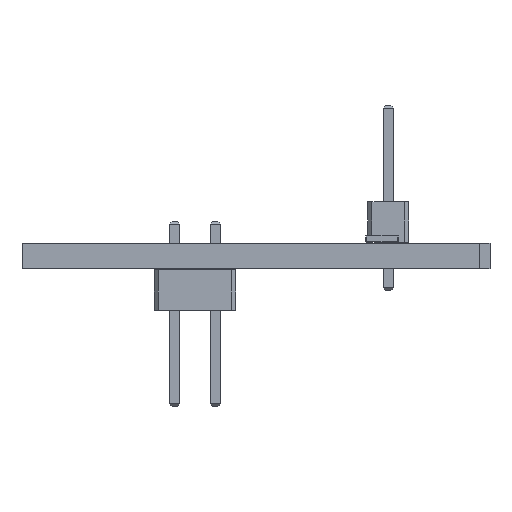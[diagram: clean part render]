
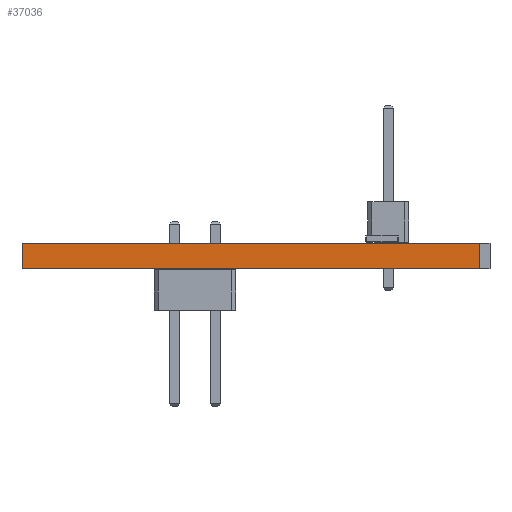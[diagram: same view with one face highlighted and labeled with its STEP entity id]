
A CAD part, front view. The second image highlights one B-rep face of the part: STEP entity #37036.
In plain terms, the highlighted planar face has unit normal (0, -1, 0).
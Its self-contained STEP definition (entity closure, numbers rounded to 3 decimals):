
#36920 = EDGE_CURVE('',#36921,#36923,#36925,.T.);
#36921 = VERTEX_POINT('',#36922);
#36922 = CARTESIAN_POINT('',(0.,0.,0.));
#36923 = VERTEX_POINT('',#36924);
#36924 = CARTESIAN_POINT('',(0.,0.,1.6));
#36925 = SURFACE_CURVE('',#36926,(#36930,#36942),.PCURVE_S1.);
#36926 = LINE('',#36927,#36928);
#36927 = CARTESIAN_POINT('',(0.,0.,0.));
#36928 = VECTOR('',#36929,1.);
#36929 = DIRECTION('',(0.,0.,1.));
#36930 = PCURVE('',#36931,#36936);
#36931 = PLANE('',#36932);
#36932 = AXIS2_PLACEMENT_3D('',#36933,#36934,#36935);
#36933 = CARTESIAN_POINT('',(0.,0.,0.));
#36934 = DIRECTION('',(-1.,0.,0.));
#36935 = DIRECTION('',(0.,1.,0.));
#36936 = DEFINITIONAL_REPRESENTATION('',(#36937),#36941);
#36937 = LINE('',#36938,#36939);
#36938 = CARTESIAN_POINT('',(0.,0.));
#36939 = VECTOR('',#36940,1.);
#36940 = DIRECTION('',(0.,-1.));
#36941 = ( GEOMETRIC_REPRESENTATION_CONTEXT(2) 
PARAMETRIC_REPRESENTATION_CONTEXT() REPRESENTATION_CONTEXT('2D SPACE',''
  ) );
#36942 = PCURVE('',#36943,#36948);
#36943 = PLANE('',#36944);
#36944 = AXIS2_PLACEMENT_3D('',#36945,#36946,#36947);
#36945 = CARTESIAN_POINT('',(28.575,0.,0.));
#36946 = DIRECTION('',(0.,-1.,0.));
#36947 = DIRECTION('',(-1.,0.,0.));
#36948 = DEFINITIONAL_REPRESENTATION('',(#36949),#36953);
#36949 = LINE('',#36950,#36951);
#36950 = CARTESIAN_POINT('',(28.575,0.));
#36951 = VECTOR('',#36952,1.);
#36952 = DIRECTION('',(0.,-1.));
#36953 = ( GEOMETRIC_REPRESENTATION_CONTEXT(2) 
PARAMETRIC_REPRESENTATION_CONTEXT() REPRESENTATION_CONTEXT('2D SPACE',''
  ) );
#36971 = PLANE('',#36972);
#36972 = AXIS2_PLACEMENT_3D('',#36973,#36974,#36975);
#36973 = CARTESIAN_POINT('',(14.605,21.273,1.6));
#36974 = DIRECTION('',(0.,0.,-1.));
#36975 = DIRECTION('',(-1.,0.,0.));
#37025 = PLANE('',#37026);
#37026 = AXIS2_PLACEMENT_3D('',#37027,#37028,#37029);
#37027 = CARTESIAN_POINT('',(14.605,21.273,0.));
#37028 = DIRECTION('',(0.,0.,-1.));
#37029 = DIRECTION('',(-1.,0.,0.));
#37036 = ADVANCED_FACE('',(#37037),#36943,.T.);
#37037 = FACE_BOUND('',#37038,.T.);
#37038 = EDGE_LOOP('',(#37039,#37069,#37090,#37091));
#37039 = ORIENTED_EDGE('',*,*,#37040,.T.);
#37040 = EDGE_CURVE('',#37041,#37043,#37045,.T.);
#37041 = VERTEX_POINT('',#37042);
#37042 = CARTESIAN_POINT('',(28.575,0.,0.));
#37043 = VERTEX_POINT('',#37044);
#37044 = CARTESIAN_POINT('',(28.575,0.,1.6));
#37045 = SURFACE_CURVE('',#37046,(#37050,#37057),.PCURVE_S1.);
#37046 = LINE('',#37047,#37048);
#37047 = CARTESIAN_POINT('',(28.575,0.,0.));
#37048 = VECTOR('',#37049,1.);
#37049 = DIRECTION('',(0.,0.,1.));
#37050 = PCURVE('',#36943,#37051);
#37051 = DEFINITIONAL_REPRESENTATION('',(#37052),#37056);
#37052 = LINE('',#37053,#37054);
#37053 = CARTESIAN_POINT('',(0.,0.));
#37054 = VECTOR('',#37055,1.);
#37055 = DIRECTION('',(0.,-1.));
#37056 = ( GEOMETRIC_REPRESENTATION_CONTEXT(2) 
PARAMETRIC_REPRESENTATION_CONTEXT() REPRESENTATION_CONTEXT('2D SPACE',''
  ) );
#37057 = PCURVE('',#37058,#37063);
#37058 = PLANE('',#37059);
#37059 = AXIS2_PLACEMENT_3D('',#37060,#37061,#37062);
#37060 = CARTESIAN_POINT('',(29.21,0.,0.));
#37061 = DIRECTION('',(0.,-1.,0.));
#37062 = DIRECTION('',(-1.,0.,0.));
#37063 = DEFINITIONAL_REPRESENTATION('',(#37064),#37068);
#37064 = LINE('',#37065,#37066);
#37065 = CARTESIAN_POINT('',(0.635,0.));
#37066 = VECTOR('',#37067,1.);
#37067 = DIRECTION('',(0.,-1.));
#37068 = ( GEOMETRIC_REPRESENTATION_CONTEXT(2) 
PARAMETRIC_REPRESENTATION_CONTEXT() REPRESENTATION_CONTEXT('2D SPACE',''
  ) );
#37069 = ORIENTED_EDGE('',*,*,#37070,.T.);
#37070 = EDGE_CURVE('',#37043,#36923,#37071,.T.);
#37071 = SURFACE_CURVE('',#37072,(#37076,#37083),.PCURVE_S1.);
#37072 = LINE('',#37073,#37074);
#37073 = CARTESIAN_POINT('',(28.575,0.,1.6));
#37074 = VECTOR('',#37075,1.);
#37075 = DIRECTION('',(-1.,0.,0.));
#37076 = PCURVE('',#36943,#37077);
#37077 = DEFINITIONAL_REPRESENTATION('',(#37078),#37082);
#37078 = LINE('',#37079,#37080);
#37079 = CARTESIAN_POINT('',(0.,-1.6));
#37080 = VECTOR('',#37081,1.);
#37081 = DIRECTION('',(1.,0.));
#37082 = ( GEOMETRIC_REPRESENTATION_CONTEXT(2) 
PARAMETRIC_REPRESENTATION_CONTEXT() REPRESENTATION_CONTEXT('2D SPACE',''
  ) );
#37083 = PCURVE('',#36971,#37084);
#37084 = DEFINITIONAL_REPRESENTATION('',(#37085),#37089);
#37085 = LINE('',#37086,#37087);
#37086 = CARTESIAN_POINT('',(-13.97,-21.273));
#37087 = VECTOR('',#37088,1.);
#37088 = DIRECTION('',(1.,0.));
#37089 = ( GEOMETRIC_REPRESENTATION_CONTEXT(2) 
PARAMETRIC_REPRESENTATION_CONTEXT() REPRESENTATION_CONTEXT('2D SPACE',''
  ) );
#37090 = ORIENTED_EDGE('',*,*,#36920,.F.);
#37091 = ORIENTED_EDGE('',*,*,#37092,.F.);
#37092 = EDGE_CURVE('',#37041,#36921,#37093,.T.);
#37093 = SURFACE_CURVE('',#37094,(#37098,#37105),.PCURVE_S1.);
#37094 = LINE('',#37095,#37096);
#37095 = CARTESIAN_POINT('',(28.575,0.,0.));
#37096 = VECTOR('',#37097,1.);
#37097 = DIRECTION('',(-1.,0.,0.));
#37098 = PCURVE('',#36943,#37099);
#37099 = DEFINITIONAL_REPRESENTATION('',(#37100),#37104);
#37100 = LINE('',#37101,#37102);
#37101 = CARTESIAN_POINT('',(0.,0.));
#37102 = VECTOR('',#37103,1.);
#37103 = DIRECTION('',(1.,0.));
#37104 = ( GEOMETRIC_REPRESENTATION_CONTEXT(2) 
PARAMETRIC_REPRESENTATION_CONTEXT() REPRESENTATION_CONTEXT('2D SPACE',''
  ) );
#37105 = PCURVE('',#37025,#37106);
#37106 = DEFINITIONAL_REPRESENTATION('',(#37107),#37111);
#37107 = LINE('',#37108,#37109);
#37108 = CARTESIAN_POINT('',(-13.97,-21.273));
#37109 = VECTOR('',#37110,1.);
#37110 = DIRECTION('',(1.,0.));
#37111 = ( GEOMETRIC_REPRESENTATION_CONTEXT(2) 
PARAMETRIC_REPRESENTATION_CONTEXT() REPRESENTATION_CONTEXT('2D SPACE',''
  ) );
